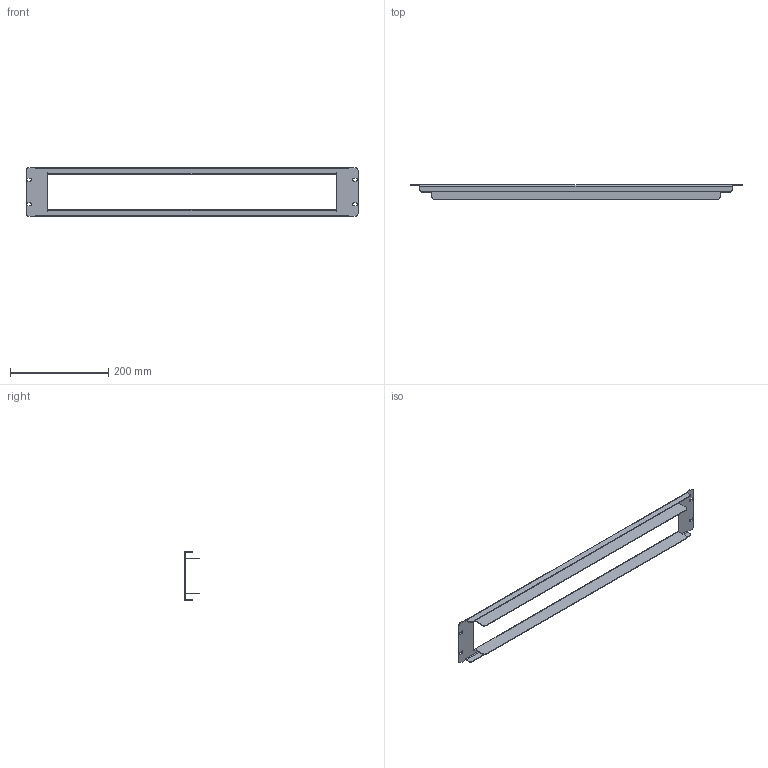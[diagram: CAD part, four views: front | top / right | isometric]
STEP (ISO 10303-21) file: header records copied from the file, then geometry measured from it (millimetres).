
FILE_DESCRIPTION (( 'STEP AP214' ), '1' );
FILE_NAME ('923.810.STEP', '2024-12-26T05:49:46', ( '' ), ( '' ), 'SwSTEP 2.0', 'SolidWorks 2021', '' );
FILE_SCHEMA (( 'AUTOMOTIVE_DESIGN' ));
Length unit declared in the file: millimetre
Products named in the file (1): 923.810
Bounding box: 676.5 x 30 x 100 mm (x, y, z)
Volume: 111483.6 mm3; surface area: 153372.2 mm2
Topology: 1 solids, 1 shells, 88 faces, 230 edges, 144 vertices
Faces by surface type: plane 54, cylinder 34
Entity records: 2736 total; most frequent: DIRECTION 480, CARTESIAN_POINT 463, ORIENTED_EDGE 460, EDGE_CURVE 230, AXIS2_PLACEMENT_3D 161, LINE 158, VECTOR 158, VERTEX_POINT 144
